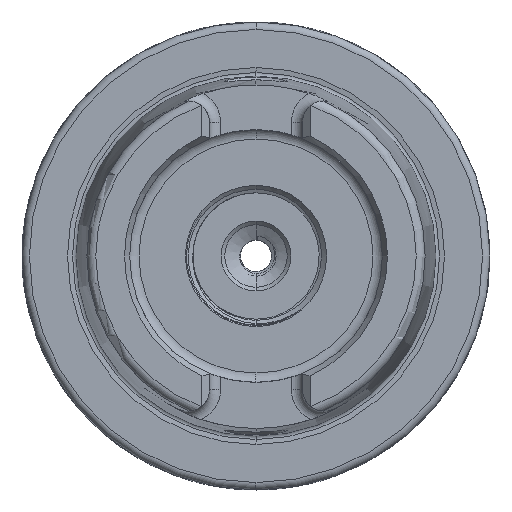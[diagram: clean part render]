
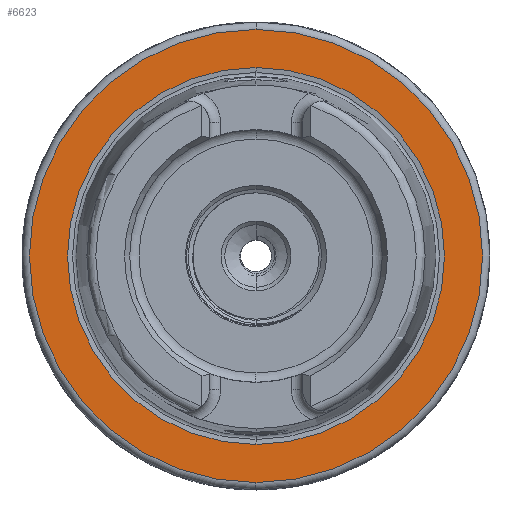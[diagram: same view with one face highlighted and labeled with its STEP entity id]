
A CAD part, left-side view. The second image highlights one B-rep face of the part: STEP entity #6623.
In plain terms, the highlighted planar face has unit normal (-1, 0, 0).
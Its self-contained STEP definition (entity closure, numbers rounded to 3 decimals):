
#612 = VERTEX_POINT ( 'NONE', #32676 ) ;
#651 = VERTEX_POINT ( 'NONE', #32732 ) ;
#657 = VERTEX_POINT ( 'NONE', #32712 ) ;
#884 = VERTEX_POINT ( 'NONE', #32918 ) ;
#3810 = EDGE_CURVE ( 'NONE', #884, #612, #10756, .T. ) ;
#3817 = EDGE_CURVE ( 'NONE', #651, #657, #10705, .T. ) ;
#5521 = DIRECTION ( 'NONE',  ( 0., 0., 1. ) ) ;
#5525 = CARTESIAN_POINT ( 'NONE',  ( 0., 0., 0. ) ) ;
#5533 = DIRECTION ( 'NONE',  ( -1., 0., 0. ) ) ;
#5538 = DIRECTION ( 'NONE',  ( 1., 0., 0. ) ) ;
#5546 = DIRECTION ( 'NONE',  ( 0., 0., -1. ) ) ;
#5570 = CARTESIAN_POINT ( 'NONE',  ( 0., 0., 0. ) ) ;
#6268 = CARTESIAN_POINT ( 'NONE',  ( 0., 25.369, 0. ) ) ;
#6269 = DIRECTION ( 'NONE',  ( 0., 0., 1. ) ) ;
#6300 = PLANE ( 'NONE',  #14325 ) ;
#6306 = DIRECTION ( 'NONE',  ( -1., 0., 0. ) ) ;
#6623 = ADVANCED_FACE ( 'NONE', ( #10225, #10218 ), #6300, .T. ) ;
#10218 = FACE_BOUND ( 'NONE', #10464, .T. ) ;
#10225 = FACE_OUTER_BOUND ( 'NONE', #10515, .T. ) ;
#10464 = EDGE_LOOP ( 'NONE', ( #22206, #22207 ) ) ;
#10515 = EDGE_LOOP ( 'NONE', ( #22193, #22204 ) ) ;
#10705 = CIRCLE ( 'NONE', #14275, 25.369 ) ;
#10756 = CIRCLE ( 'NONE', #14274, 30.5 ) ;
#12532 = EDGE_CURVE ( 'NONE', #657, #651, #28244, .T. ) ;
#12551 = EDGE_CURVE ( 'NONE', #612, #884, #28286, .T. ) ;
#14144 = AXIS2_PLACEMENT_3D ( 'NONE', #26367, #26384, #26372 ) ;
#14177 = AXIS2_PLACEMENT_3D ( 'NONE', #26432, #26446, #26465 ) ;
#14274 = AXIS2_PLACEMENT_3D ( 'NONE', #5525, #5533, #5521 ) ;
#14275 = AXIS2_PLACEMENT_3D ( 'NONE', #5570, #5538, #5546 ) ;
#14325 = AXIS2_PLACEMENT_3D ( 'NONE', #6268, #6306, #6269 ) ;
#22193 = ORIENTED_EDGE ( 'NONE', *, *, #12551, .T. ) ;
#22204 = ORIENTED_EDGE ( 'NONE', *, *, #3810, .T. ) ;
#22206 = ORIENTED_EDGE ( 'NONE', *, *, #12532, .T. ) ;
#22207 = ORIENTED_EDGE ( 'NONE', *, *, #3817, .T. ) ;
#26367 = CARTESIAN_POINT ( 'NONE',  ( 0., 0., 0. ) ) ;
#26372 = DIRECTION ( 'NONE',  ( 0., 0., -1. ) ) ;
#26384 = DIRECTION ( 'NONE',  ( 1., 0., 0. ) ) ;
#26432 = CARTESIAN_POINT ( 'NONE',  ( 0., 0., 0. ) ) ;
#26446 = DIRECTION ( 'NONE',  ( -1., 0., 0. ) ) ;
#26465 = DIRECTION ( 'NONE',  ( 0., 0., 1. ) ) ;
#28244 = CIRCLE ( 'NONE', #14144, 25.369 ) ;
#28286 = CIRCLE ( 'NONE', #14177, 30.5 ) ;
#32676 = CARTESIAN_POINT ( 'NONE',  ( 0., 0., 30.5 ) ) ;
#32712 = CARTESIAN_POINT ( 'NONE',  ( 0., 0., 25.369 ) ) ;
#32732 = CARTESIAN_POINT ( 'NONE',  ( 0., 0., -25.369 ) ) ;
#32918 = CARTESIAN_POINT ( 'NONE',  ( 0., 0., -30.5 ) ) ;
